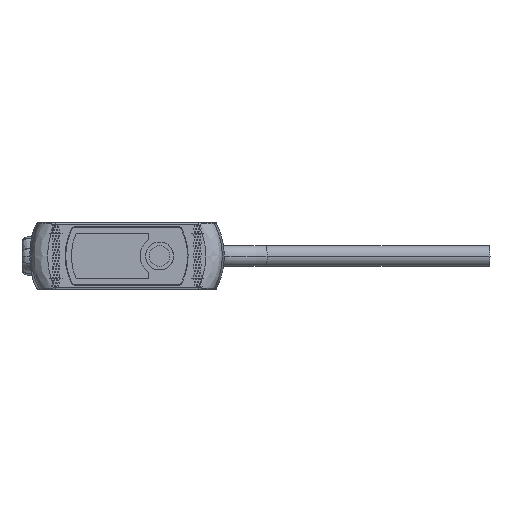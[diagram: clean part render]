
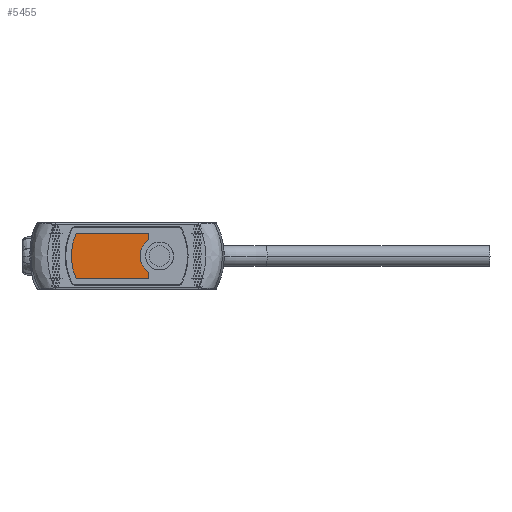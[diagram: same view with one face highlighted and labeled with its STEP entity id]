
A CAD part, front view. The second image highlights one B-rep face of the part: STEP entity #5455.
In plain terms, the highlighted planar face has unit normal (0, -1, 0).
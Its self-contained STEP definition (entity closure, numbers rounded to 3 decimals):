
#5308=CARTESIAN_POINT('',(0.02,-10.95,0.));
#5309=DIRECTION('',(0.,1.,0.));
#5310=DIRECTION('',(-0.911,0.,-0.412));
#5311=AXIS2_PLACEMENT_3D('',#5308,#5309,#5310);
#5313=DIRECTION('',(1.,0.,0.));
#5314=VECTOR('',#5313,13.035);
#5315=CARTESIAN_POINT('',(-9.035,-10.95,4.1));
#5316=LINE('',#5315,#5314);
#5317=DIRECTION('',(0.,0.,-1.));
#5318=VECTOR('',#5317,1.161);
#5319=CARTESIAN_POINT('',(4.,-10.95,4.1));
#5320=LINE('',#5319,#5318);
#5321=CARTESIAN_POINT('',(5.9,-10.95,0.));
#5322=DIRECTION('',(0.,-1.,0.));
#5323=DIRECTION('',(-0.543,0.,0.84));
#5324=AXIS2_PLACEMENT_3D('',#5321,#5322,#5323);
#5326=DIRECTION('',(0.,0.,-1.));
#5327=VECTOR('',#5326,1.161);
#5328=CARTESIAN_POINT('',(4.,-10.95,-2.939));
#5329=LINE('',#5328,#5327);
#5330=DIRECTION('',(-1.,0.,0.));
#5331=VECTOR('',#5330,13.035);
#5332=CARTESIAN_POINT('',(4.,-10.95,-4.1));
#5333=LINE('',#5332,#5331);
#5340=CARTESIAN_POINT('',(-9.035,-10.95,4.1));
#5341=CARTESIAN_POINT('',(-9.035,-10.95,-4.1));
#5342=VERTEX_POINT('',#5340);
#5343=VERTEX_POINT('',#5341);
#5344=CARTESIAN_POINT('',(4.,-10.95,-4.1));
#5345=VERTEX_POINT('',#5344);
#5346=CARTESIAN_POINT('',(4.,-10.95,-2.939));
#5347=VERTEX_POINT('',#5346);
#5348=CARTESIAN_POINT('',(4.,-10.95,2.939));
#5349=VERTEX_POINT('',#5348);
#5350=CARTESIAN_POINT('',(4.,-10.95,4.1));
#5351=VERTEX_POINT('',#5350);
#5436=CARTESIAN_POINT('',(0.,-10.95,0.));
#5437=DIRECTION('',(0.,-1.,0.));
#5438=DIRECTION('',(1.,0.,0.));
#5439=AXIS2_PLACEMENT_3D('',#5436,#5437,#5438);
#5440=PLANE('',#5439);
#5442=ORIENTED_EDGE('',*,*,#5441,.T.);
#5444=ORIENTED_EDGE('',*,*,#5443,.T.);
#5446=ORIENTED_EDGE('',*,*,#5445,.T.);
#5448=ORIENTED_EDGE('',*,*,#5447,.T.);
#5450=ORIENTED_EDGE('',*,*,#5449,.T.);
#5452=ORIENTED_EDGE('',*,*,#5451,.T.);
#5453=EDGE_LOOP('',(#5442,#5444,#5446,#5448,#5450,#5452));
#5454=FACE_OUTER_BOUND('',#5453,.F.);
#5455=ADVANCED_FACE('',(#5454),#5440,.T.);
#5312=CIRCLE('',#5311,9.94);
#5325=CIRCLE('',#5324,3.5);
#5441=EDGE_CURVE('',#5343,#5342,#5312,.T.);
#5443=EDGE_CURVE('',#5342,#5351,#5316,.T.);
#5445=EDGE_CURVE('',#5351,#5349,#5320,.T.);
#5447=EDGE_CURVE('',#5349,#5347,#5325,.T.);
#5449=EDGE_CURVE('',#5347,#5345,#5329,.T.);
#5451=EDGE_CURVE('',#5345,#5343,#5333,.T.);
